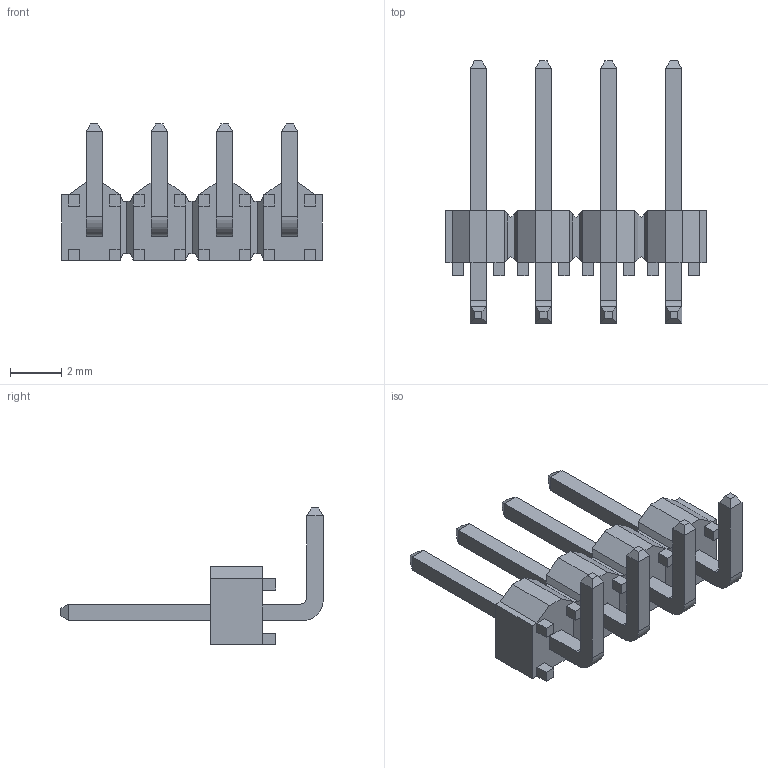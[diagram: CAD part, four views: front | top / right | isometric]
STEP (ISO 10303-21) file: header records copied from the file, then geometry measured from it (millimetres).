
FILE_DESCRIPTION( ( 'STEP AP214' ), ' ' );
FILE_NAME( 'TSW-104-08-L-S-RA.stp', '2017-07-28T22:17:56', ( '' ), ( '' ), ' ', 'PARTsolutions', ' ' );
FILE_SCHEMA( ( 'AUTOMOTIVE_DESIGN { 1 0 10303 214 1 1 1 1 }' ) );
Length unit declared in the file: inch
Products named in the file (3): TSW-104-08-L-S-RA; _TSW-104-08-L-S-RA_body; _T-1S6-08-TSW-1-08-4-RA-S
Assembly tree (2 placements, depth 2):
  TSW-104-08-L-S-RA
    _TSW-104-08-L-S-RA_body
    _T-1S6-08-TSW-1-08-4-RA-S
Bounding box: 10.16 x 10.22 x 5.31 mm (x, y, z)
Volume: 76.5 mm3; surface area: 299.3 mm2
Topology: 2 solids, 2 shells, 238 faces, 598 edges, 372 vertices
Faces by surface type: plane 230, cylinder 8
Entity records: 8852 total; most frequent: CARTESIAN_POINT 1211, ORIENTED_EDGE 1196, DIRECTION 1096, EDGE_CURVE 598, LINE 582, VECTOR 582, VERTEX_POINT 372, AXIS2_PLACEMENT_3D 257
